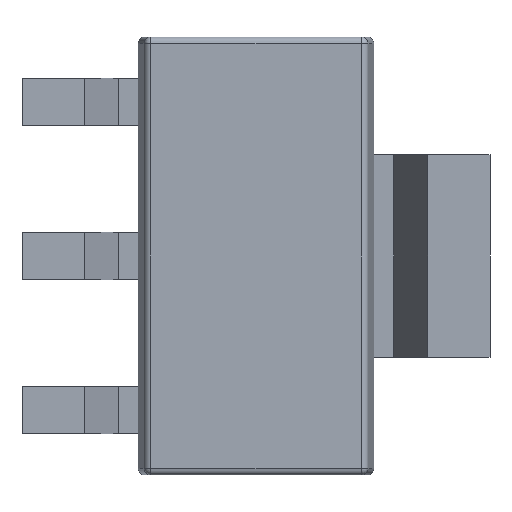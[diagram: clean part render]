
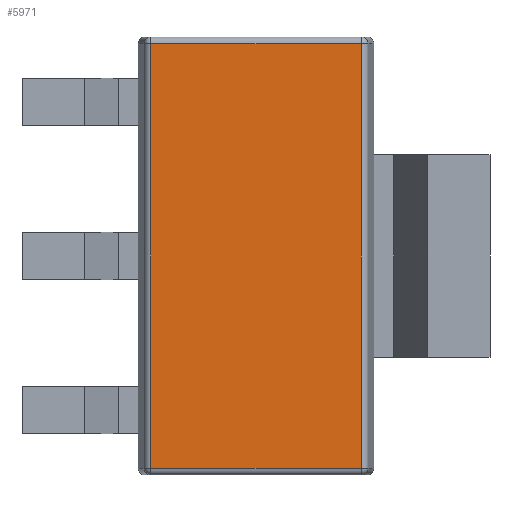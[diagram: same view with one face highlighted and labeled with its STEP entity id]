
A CAD part, front view. The second image highlights one B-rep face of the part: STEP entity #5971.
In plain terms, the highlighted planar face has unit normal (0, -1, 0).
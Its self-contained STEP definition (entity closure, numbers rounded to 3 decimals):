
#5785 = EDGE_CURVE ( 'NONE', #5943, #5967, #10777, .T. ) ;
#5786 = ORIENTED_EDGE ( 'NONE', *, *, #5788, .T. ) ;
#5788 = EDGE_CURVE ( 'NONE', #5977, #5943, #10757, .T. ) ;
#5943 = VERTEX_POINT ( 'NONE', #11007 ) ;
#5953 = ORIENTED_EDGE ( 'NONE', *, *, #5785, .T. ) ;
#5966 = ORIENTED_EDGE ( 'NONE', *, *, #5975, .T. ) ;
#5967 = VERTEX_POINT ( 'NONE', #11093 ) ;
#5968 = ORIENTED_EDGE ( 'NONE', *, *, #5976, .T. ) ;
#5971 = ADVANCED_FACE ( 'NONE', ( #11140 ), #11092, .F. ) ;
#5972 = EDGE_LOOP ( 'NONE', ( #5968, #5966, #5786, #5953 ) ) ;
#5973 = VERTEX_POINT ( 'NONE', #11064 ) ;
#5975 = EDGE_CURVE ( 'NONE', #5973, #5977, #11097, .T. ) ;
#5976 = EDGE_CURVE ( 'NONE', #5967, #5973, #11155, .T. ) ;
#5977 = VERTEX_POINT ( 'NONE', #11112 ) ;
#10667 = CARTESIAN_POINT ( 'NONE',  ( 3.3, -1.8, 6.4 ) ) ;
#10697 = VECTOR ( 'NONE', #10698, 1000. ) ;
#10698 = DIRECTION ( 'NONE',  ( -1., 0., 0. ) ) ;
#10757 = LINE ( 'NONE', #10667, #10697 ) ;
#10766 = DIRECTION ( 'NONE',  ( 0., 0., -1. ) ) ;
#10767 = VECTOR ( 'NONE', #10766, 1000. ) ;
#10776 = CARTESIAN_POINT ( 'NONE',  ( 0.088, -1.8, 6.5 ) ) ;
#10777 = LINE ( 'NONE', #10776, #10767 ) ;
#11007 = CARTESIAN_POINT ( 'NONE',  ( 0.088, -1.8, 6.4 ) ) ;
#11063 = DIRECTION ( 'NONE',  ( 0., 1., 0. ) ) ;
#11064 = CARTESIAN_POINT ( 'NONE',  ( 3.212, -1.8, 0.1 ) ) ;
#11069 = DIRECTION ( 'NONE',  ( -1., 0., 0. ) ) ;
#11092 = PLANE ( 'NONE',  #11168 ) ;
#11093 = CARTESIAN_POINT ( 'NONE',  ( 0.088, -1.8, 0.1 ) ) ;
#11096 = CARTESIAN_POINT ( 'NONE',  ( 3.212, -1.8, 6.5 ) ) ;
#11097 = LINE ( 'NONE', #11096, #11151 ) ;
#11112 = CARTESIAN_POINT ( 'NONE',  ( 3.212, -1.8, 6.4 ) ) ;
#11120 = DIRECTION ( 'NONE',  ( 0., 0., 1. ) ) ;
#11138 = DIRECTION ( 'NONE',  ( 1., 0., 0. ) ) ;
#11139 = VECTOR ( 'NONE', #11138, 1000. ) ;
#11140 = FACE_OUTER_BOUND ( 'NONE', #5972, .T. ) ;
#11151 = VECTOR ( 'NONE', #11120, 1000. ) ;
#11154 = CARTESIAN_POINT ( 'NONE',  ( 3.3, -1.8, 0.1 ) ) ;
#11155 = LINE ( 'NONE', #11154, #11139 ) ;
#11156 = CARTESIAN_POINT ( 'NONE',  ( 3.3, -1.8, 6.5 ) ) ;
#11168 = AXIS2_PLACEMENT_3D ( 'NONE', #11156, #11063, #11069 ) ;
